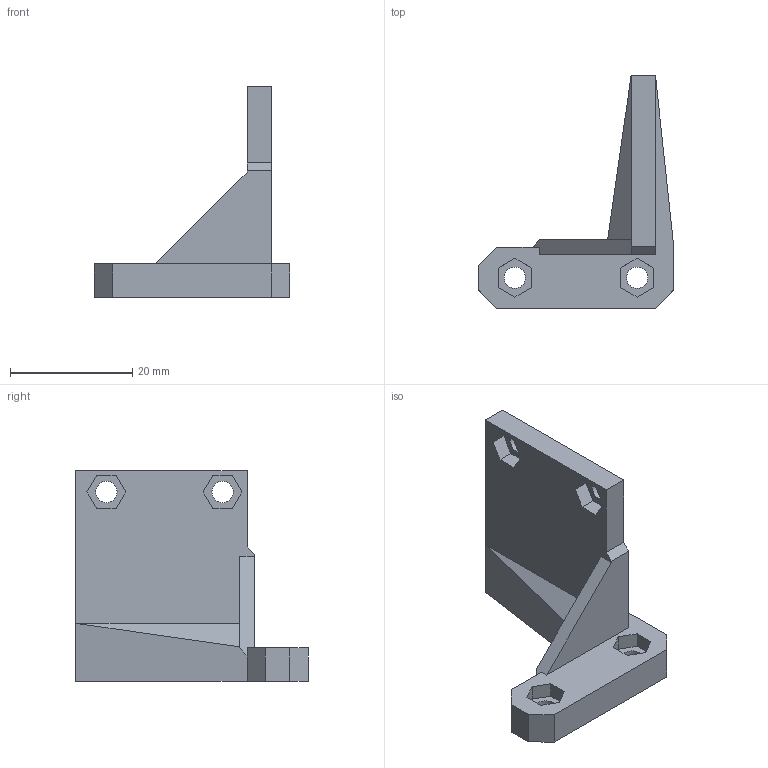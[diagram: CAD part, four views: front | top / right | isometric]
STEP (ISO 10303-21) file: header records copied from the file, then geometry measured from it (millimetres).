
FILE_DESCRIPTION (( 'STEP AP214' ), '1' );
FILE_NAME ('P3sTE MK2 - Y-endstop_v1_3.STEP', '2019-10-03T15:28:01', ( '' ), ( '' ), 'SwSTEP 2.0', 'NoobCAD', '' );
FILE_SCHEMA (( 'AUTOMOTIVE_DESIGN' ));
Length unit declared in the file: millimetre
Products named in the file (1): P3sTE MK2 - Y-endstop_v1_3
Bounding box: 32 x 38 x 34.5 mm (x, y, z)
Volume: 6000.7 mm3; surface area: 4103.4 mm2
Topology: 1 solids, 1 shells, 63 faces, 166 edges, 110 vertices
Faces by surface type: plane 55, cylinder 8
Entity records: 1970 total; most frequent: CARTESIAN_POINT 340, ORIENTED_EDGE 332, DIRECTION 310, EDGE_CURVE 166, LINE 150, VECTOR 150, VERTEX_POINT 110, AXIS2_PLACEMENT_3D 80
